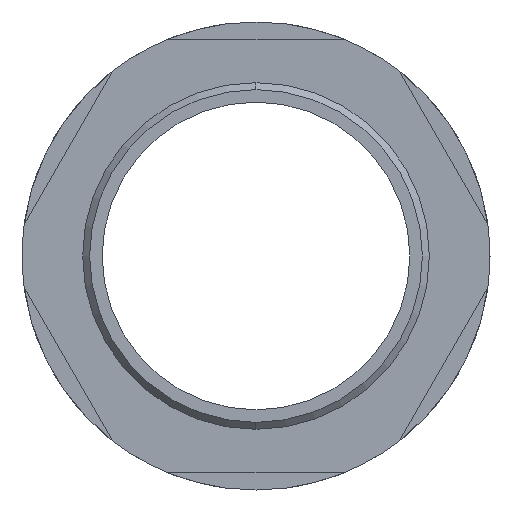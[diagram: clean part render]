
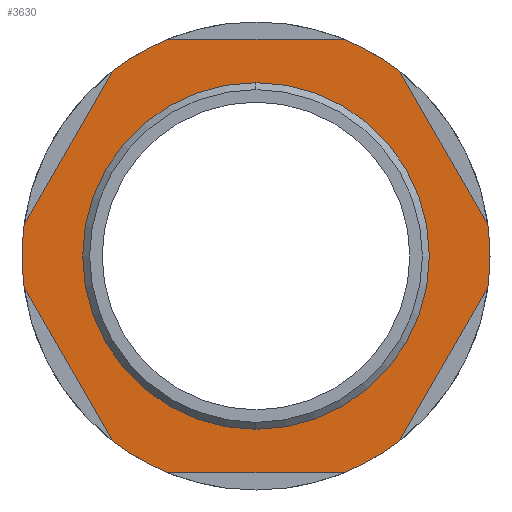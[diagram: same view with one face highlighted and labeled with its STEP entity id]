
A CAD part, left-side view. The second image highlights one B-rep face of the part: STEP entity #3630.
In plain terms, the highlighted planar face has unit normal (-1, 0, 0).
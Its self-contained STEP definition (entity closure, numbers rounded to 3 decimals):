
#55 = CARTESIAN_POINT ( 'NONE',  ( 9.2, -10.198, 25. ) ) ;
#113 = VECTOR ( 'NONE', #4331, 1000. ) ;
#184 = CIRCLE ( 'NONE', #2614, 27. ) ;
#216 = DIRECTION ( 'NONE',  ( 1., 0., 0. ) ) ;
#307 = DIRECTION ( 'NONE',  ( -1., 0., 0. ) ) ;
#341 = CARTESIAN_POINT ( 'NONE',  ( 9.2, 0., 0. ) ) ;
#391 = CARTESIAN_POINT ( 'NONE',  ( 9.2, -16.552, 21.332 ) ) ;
#465 = CIRCLE ( 'NONE', #2774, 27. ) ;
#467 = CARTESIAN_POINT ( 'NONE',  ( 9.2, 0., 0. ) ) ;
#496 = DIRECTION ( 'NONE',  ( 0., 0., 1. ) ) ;
#589 = CARTESIAN_POINT ( 'NONE',  ( 9.2, 26.75, 3.668 ) ) ;
#621 = VERTEX_POINT ( 'NONE', #1139 ) ;
#625 = ORIENTED_EDGE ( 'NONE', *, *, #2816, .T. ) ;
#635 = EDGE_LOOP ( 'NONE', ( #3624, #1922 ) ) ;
#676 = DIRECTION ( 'NONE',  ( 1., 0., 0. ) ) ;
#708 = AXIS2_PLACEMENT_3D ( 'NONE', #1223, #3744, #1602 ) ;
#712 = DIRECTION ( 'NONE',  ( 0., 0., -1. ) ) ;
#833 = EDGE_CURVE ( 'NONE', #2577, #2469, #4396, .T. ) ;
#836 = DIRECTION ( 'NONE',  ( 0., 0., -1. ) ) ;
#969 = CARTESIAN_POINT ( 'NONE',  ( 9.2, 0., 0. ) ) ;
#978 = VECTOR ( 'NONE', #1918, 1000. ) ;
#1066 = ORIENTED_EDGE ( 'NONE', *, *, #3273, .T. ) ;
#1085 = LINE ( 'NONE', #3608, #978 ) ;
#1139 = CARTESIAN_POINT ( 'NONE',  ( 9.2, -10.198, -25. ) ) ;
#1174 = ORIENTED_EDGE ( 'NONE', *, *, #2622, .F. ) ;
#1211 = CARTESIAN_POINT ( 'NONE',  ( 9.2, 0., 0. ) ) ;
#1223 = CARTESIAN_POINT ( 'NONE',  ( 9.2, 0., 0. ) ) ;
#1279 = ORIENTED_EDGE ( 'NONE', *, *, #2695, .T. ) ;
#1313 = VERTEX_POINT ( 'NONE', #3869 ) ;
#1321 = DIRECTION ( 'NONE',  ( 1., 0., 0. ) ) ;
#1348 = DIRECTION ( 'NONE',  ( 0., 0., -1. ) ) ;
#1349 = VERTEX_POINT ( 'NONE', #1523 ) ;
#1421 = ORIENTED_EDGE ( 'NONE', *, *, #2053, .T. ) ;
#1449 = VECTOR ( 'NONE', #1509, 1000. ) ;
#1486 = FACE_BOUND ( 'NONE', #635, .T. ) ;
#1495 = EDGE_CURVE ( 'NONE', #2159, #621, #2791, .T. ) ;
#1509 = DIRECTION ( 'NONE',  ( 0., 0.5, 0.866 ) ) ;
#1523 = CARTESIAN_POINT ( 'NONE',  ( 9.2, 16.552, -21.332 ) ) ;
#1570 = CARTESIAN_POINT ( 'NONE',  ( 9.2, -16.552, -21.332 ) ) ;
#1590 = PLANE ( 'NONE',  #2656 ) ;
#1602 = DIRECTION ( 'NONE',  ( 0., 0., 1. ) ) ;
#1674 = CARTESIAN_POINT ( 'NONE',  ( 9.2, 0., 20. ) ) ;
#1724 = AXIS2_PLACEMENT_3D ( 'NONE', #2506, #307, #2871 ) ;
#1808 = VECTOR ( 'NONE', #3976, 1000. ) ;
#1884 = EDGE_CURVE ( 'NONE', #3930, #621, #4154, .T. ) ;
#1918 = DIRECTION ( 'NONE',  ( 0., 1., 0. ) ) ;
#1922 = ORIENTED_EDGE ( 'NONE', *, *, #2783, .F. ) ;
#2053 = EDGE_CURVE ( 'NONE', #3930, #4629, #2660, .T. ) ;
#2071 = EDGE_CURVE ( 'NONE', #3704, #1313, #2533, .T. ) ;
#2076 = LINE ( 'NONE', #3588, #113 ) ;
#2115 = EDGE_CURVE ( 'NONE', #2235, #3336, #3345, .T. ) ;
#2128 = AXIS2_PLACEMENT_3D ( 'NONE', #3450, #1321, #3831 ) ;
#2134 = DIRECTION ( 'NONE',  ( 0., -0.5, 0.866 ) ) ;
#2159 = VERTEX_POINT ( 'NONE', #4037 ) ;
#2235 = VERTEX_POINT ( 'NONE', #3012 ) ;
#2284 = CARTESIAN_POINT ( 'NONE',  ( 9.2, -26.75, -3.668 ) ) ;
#2357 = CIRCLE ( 'NONE', #4254, 27. ) ;
#2418 = CARTESIAN_POINT ( 'NONE',  ( 9.2, 0., 0. ) ) ;
#2443 = EDGE_CURVE ( 'NONE', #2235, #4629, #4150, .T. ) ;
#2469 = VERTEX_POINT ( 'NONE', #589 ) ;
#2476 = CARTESIAN_POINT ( 'NONE',  ( 9.2, 26.75, -3.668 ) ) ;
#2502 = EDGE_CURVE ( 'NONE', #4601, #3336, #184, .T. ) ;
#2506 = CARTESIAN_POINT ( 'NONE',  ( 9.2, 0., 0. ) ) ;
#2513 = DIRECTION ( 'NONE',  ( 0., 0., -1. ) ) ;
#2533 = CIRCLE ( 'NONE', #1724, 20. ) ;
#2577 = VERTEX_POINT ( 'NONE', #2476 ) ;
#2614 = AXIS2_PLACEMENT_3D ( 'NONE', #969, #3483, #1348 ) ;
#2622 = EDGE_CURVE ( 'NONE', #3097, #2970, #465, .T. ) ;
#2656 = AXIS2_PLACEMENT_3D ( 'NONE', #1211, #2701, #496 ) ;
#2660 = LINE ( 'NONE', #4636, #3456 ) ;
#2695 = EDGE_CURVE ( 'NONE', #4601, #2970, #1085, .T. ) ;
#2696 = CARTESIAN_POINT ( 'NONE',  ( 9.2, 10.198, 25. ) ) ;
#2701 = DIRECTION ( 'NONE',  ( -1., 0., 0. ) ) ;
#2774 = AXIS2_PLACEMENT_3D ( 'NONE', #341, #2904, #712 ) ;
#2783 = EDGE_CURVE ( 'NONE', #1313, #3704, #4492, .T. ) ;
#2791 = LINE ( 'NONE', #4702, #1808 ) ;
#2792 = DIRECTION ( 'NONE',  ( 0., 0., -1. ) ) ;
#2816 = EDGE_CURVE ( 'NONE', #2577, #1349, #4371, .T. ) ;
#2859 = ORIENTED_EDGE ( 'NONE', *, *, #833, .F. ) ;
#2871 = DIRECTION ( 'NONE',  ( 0., 0., 1. ) ) ;
#2904 = DIRECTION ( 'NONE',  ( 1., 0., 0. ) ) ;
#2970 = VERTEX_POINT ( 'NONE', #2696 ) ;
#3012 = CARTESIAN_POINT ( 'NONE',  ( 9.2, -26.75, 3.668 ) ) ;
#3017 = DIRECTION ( 'NONE',  ( 1., 0., 0. ) ) ;
#3097 = VERTEX_POINT ( 'NONE', #3099 ) ;
#3099 = CARTESIAN_POINT ( 'NONE',  ( 9.2, 16.552, 21.332 ) ) ;
#3115 = ORIENTED_EDGE ( 'NONE', *, *, #2115, .T. ) ;
#3195 = AXIS2_PLACEMENT_3D ( 'NONE', #3573, #676, #2513 ) ;
#3206 = CARTESIAN_POINT ( 'NONE',  ( 9.2, -28.868, 0. ) ) ;
#3273 = EDGE_CURVE ( 'NONE', #3097, #2469, #2076, .T. ) ;
#3336 = VERTEX_POINT ( 'NONE', #391 ) ;
#3345 = LINE ( 'NONE', #3206, #1449 ) ;
#3391 = VECTOR ( 'NONE', #4133, 1000. ) ;
#3445 = EDGE_CURVE ( 'NONE', #2159, #1349, #2357, .T. ) ;
#3450 = CARTESIAN_POINT ( 'NONE',  ( 9.2, 0., 0. ) ) ;
#3456 = VECTOR ( 'NONE', #2134, 1000. ) ;
#3483 = DIRECTION ( 'NONE',  ( 1., 0., 0. ) ) ;
#3490 = FACE_OUTER_BOUND ( 'NONE', #3571, .T. ) ;
#3499 = ORIENTED_EDGE ( 'NONE', *, *, #3445, .F. ) ;
#3571 = EDGE_LOOP ( 'NONE', ( #1279, #1174, #1066, #2859, #625, #3499, #3894, #4484, #1421, #4177, #3115, #4487 ) ) ;
#3573 = CARTESIAN_POINT ( 'NONE',  ( 9.2, 0., 0. ) ) ;
#3588 = CARTESIAN_POINT ( 'NONE',  ( 9.2, 14.434, 25. ) ) ;
#3608 = CARTESIAN_POINT ( 'NONE',  ( 9.2, -14.434, 25. ) ) ;
#3624 = ORIENTED_EDGE ( 'NONE', *, *, #2071, .F. ) ;
#3630 = ADVANCED_FACE ( 'NONE', ( #1486, #3490 ), #1590, .T. ) ;
#3704 = VERTEX_POINT ( 'NONE', #1674 ) ;
#3744 = DIRECTION ( 'NONE',  ( -1., 0., 0. ) ) ;
#3831 = DIRECTION ( 'NONE',  ( 0., 0., -1. ) ) ;
#3869 = CARTESIAN_POINT ( 'NONE',  ( 9.2, 0., -20. ) ) ;
#3894 = ORIENTED_EDGE ( 'NONE', *, *, #1495, .T. ) ;
#3930 = VERTEX_POINT ( 'NONE', #1570 ) ;
#3976 = DIRECTION ( 'NONE',  ( 0., -1., 0. ) ) ;
#4037 = CARTESIAN_POINT ( 'NONE',  ( 9.2, 10.198, -25. ) ) ;
#4116 = CARTESIAN_POINT ( 'NONE',  ( 9.2, 28.868, 0. ) ) ;
#4133 = DIRECTION ( 'NONE',  ( 0., -0.5, -0.866 ) ) ;
#4150 = CIRCLE ( 'NONE', #2128, 27. ) ;
#4154 = CIRCLE ( 'NONE', #4705, 27. ) ;
#4177 = ORIENTED_EDGE ( 'NONE', *, *, #2443, .F. ) ;
#4254 = AXIS2_PLACEMENT_3D ( 'NONE', #467, #3017, #836 ) ;
#4331 = DIRECTION ( 'NONE',  ( 0., 0.5, -0.866 ) ) ;
#4371 = LINE ( 'NONE', #4116, #3391 ) ;
#4396 = CIRCLE ( 'NONE', #3195, 27. ) ;
#4484 = ORIENTED_EDGE ( 'NONE', *, *, #1884, .F. ) ;
#4487 = ORIENTED_EDGE ( 'NONE', *, *, #2502, .F. ) ;
#4492 = CIRCLE ( 'NONE', #708, 20. ) ;
#4601 = VERTEX_POINT ( 'NONE', #55 ) ;
#4629 = VERTEX_POINT ( 'NONE', #2284 ) ;
#4636 = CARTESIAN_POINT ( 'NONE',  ( 9.2, -14.434, -25. ) ) ;
#4702 = CARTESIAN_POINT ( 'NONE',  ( 9.2, 14.434, -25. ) ) ;
#4705 = AXIS2_PLACEMENT_3D ( 'NONE', #2418, #216, #2792 ) ;
